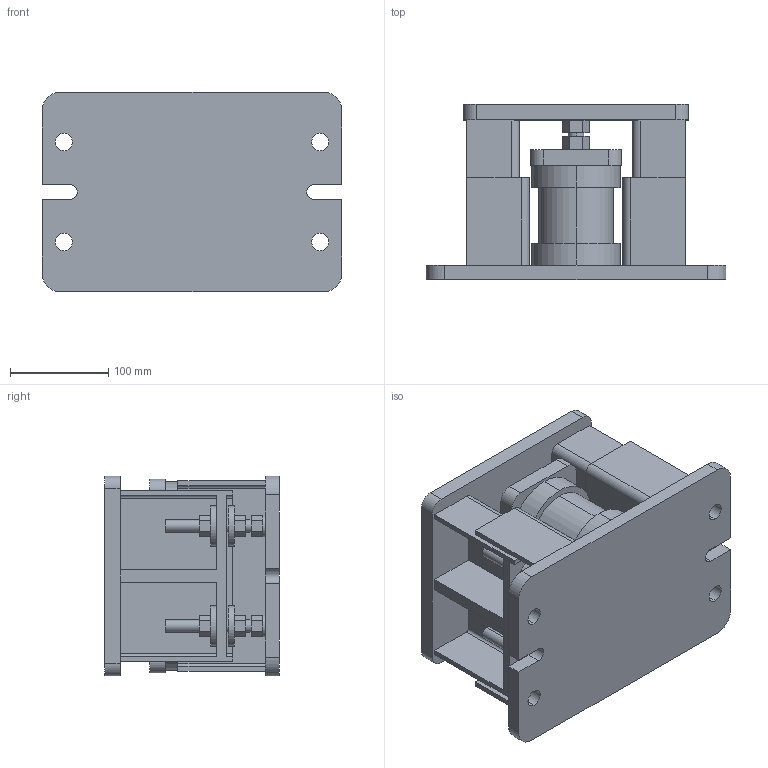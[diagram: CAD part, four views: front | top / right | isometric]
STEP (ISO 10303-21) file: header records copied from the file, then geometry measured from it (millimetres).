
FILE_DESCRIPTION (( 'STEP AP203' ), '1' );
FILE_NAME ('SRMF-2-350 Rev N.STEP', '2024-11-20T19:21:37', ( '' ), ( '' ), 'SwSTEP 2.0', 'SolidWorks 2016', '' );
FILE_SCHEMA (( 'CONFIG_CONTROL_DESIGN' ));
Length unit declared in the file: inch
Products named in the file (1): SRMF-2-350 Rev N
Bounding box: 304.8 x 177.8 x 203.2 mm (x, y, z)
Volume: 3966965.8 mm3; surface area: 638492.9 mm2
Topology: 1 solids, 1 shells, 310 faces, 820 edges, 545 vertices
Faces by surface type: plane 198, cylinder 110, cone 2
Entity records: 9733 total; most frequent: CARTESIAN_POINT 1674, DIRECTION 1668, ORIENTED_EDGE 1636, EDGE_CURVE 818, LINE 590, VECTOR 590, VERTEX_POINT 545, AXIS2_PLACEMENT_3D 539
